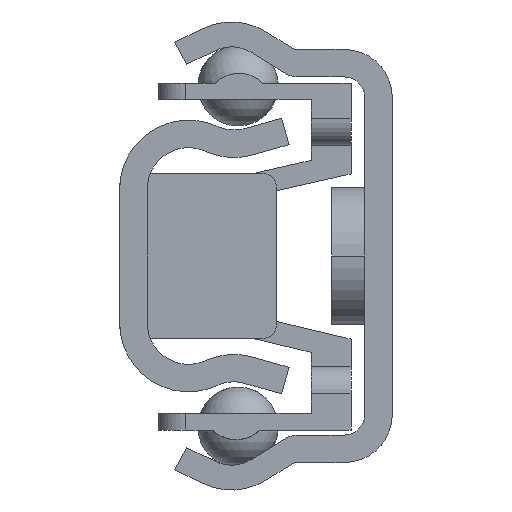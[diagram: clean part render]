
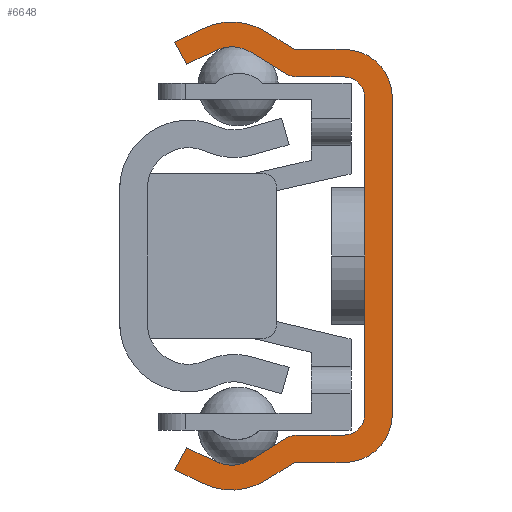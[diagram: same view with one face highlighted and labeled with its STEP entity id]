
A CAD part, front view. The second image highlights one B-rep face of the part: STEP entity #6648.
In plain terms, the highlighted planar face has unit normal (0, -1, 0).
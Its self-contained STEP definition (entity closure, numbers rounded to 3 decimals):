
#5821=CARTESIAN_POINT('',(1.921,0.,-5.75));
#5822=DIRECTION('',(0.,1.,0.));
#5823=DIRECTION('',(1.,0.,0.));
#5824=AXIS2_PLACEMENT_3D('',#5821,#5822,#5823);
#5826=DIRECTION('',(-1.,0.,0.));
#5827=VECTOR('',#5826,1.804);
#5828=CARTESIAN_POINT('',(1.921,0.,-7.5));
#5829=LINE('',#5828,#5827);
#5830=DIRECTION('',(-0.85,0.,-0.527));
#5831=VECTOR('',#5830,1.23);
#5832=CARTESIAN_POINT('',(0.116,0.,-7.5));
#5833=LINE('',#5832,#5831);
#5834=CARTESIAN_POINT('',(-2.167,0.,-6.15));
#5835=DIRECTION('',(0.,1.,0.));
#5836=DIRECTION('',(0.527,0.,-0.85));
#5837=AXIS2_PLACEMENT_3D('',#5834,#5835,#5836);
#5839=DIRECTION('',(-0.899,0.,0.438));
#5840=VECTOR('',#5839,1.15);
#5841=CARTESIAN_POINT('',(-3.195,0.,-8.263));
#5842=LINE('',#5841,#5840);
#5843=DIRECTION('',(0.479,0.,0.878));
#5844=VECTOR('',#5843,0.914);
#5845=CARTESIAN_POINT('',(-4.229,0.,-7.76));
#5846=LINE('',#5845,#5844);
#5847=DIRECTION('',(0.899,0.,-0.438));
#5848=VECTOR('',#5847,1.15);
#5849=CARTESIAN_POINT('',(-3.791,0.,-6.957));
#5850=LINE('',#5849,#5848);
#5851=CARTESIAN_POINT('',(-2.167,0.,-6.246));
#5852=DIRECTION('',(0.,-1.,0.));
#5853=DIRECTION('',(-0.438,0.,-0.899));
#5854=AXIS2_PLACEMENT_3D('',#5851,#5852,#5853);
#5856=DIRECTION('',(0.85,0.,0.527));
#5857=VECTOR('',#5856,1.413);
#5858=CARTESIAN_POINT('',(-1.456,0.,-7.394));
#5859=LINE('',#5858,#5857);
#5860=CARTESIAN_POINT('',(0.272,0.,-7.5));
#5861=DIRECTION('',(0.,1.,0.));
#5862=DIRECTION('',(-0.527,0.,0.85));
#5863=AXIS2_PLACEMENT_3D('',#5860,#5861,#5862);
#5865=DIRECTION('',(1.,0.,0.));
#5866=VECTOR('',#5865,1.649);
#5867=CARTESIAN_POINT('',(0.272,0.,-6.5));
#5868=LINE('',#5867,#5866);
#5869=CARTESIAN_POINT('',(1.921,0.,-5.75));
#5870=DIRECTION('',(0.,-1.,0.));
#5871=DIRECTION('',(0.,0.,-1.));
#5872=AXIS2_PLACEMENT_3D('',#5869,#5870,#5871);
#5874=CARTESIAN_POINT('',(1.921,0.,5.75));
#5875=DIRECTION('',(0.,-1.,0.));
#5876=DIRECTION('',(1.,0.,0.));
#5877=AXIS2_PLACEMENT_3D('',#5874,#5875,#5876);
#5879=DIRECTION('',(-1.,0.,0.));
#5880=VECTOR('',#5879,1.649);
#5881=CARTESIAN_POINT('',(1.921,0.,6.5));
#5882=LINE('',#5881,#5880);
#5883=CARTESIAN_POINT('',(0.272,0.,7.5));
#5884=DIRECTION('',(0.,1.,0.));
#5885=DIRECTION('',(0.,0.,-1.));
#5886=AXIS2_PLACEMENT_3D('',#5883,#5884,#5885);
#5888=DIRECTION('',(-0.85,0.,0.527));
#5889=VECTOR('',#5888,1.413);
#5890=CARTESIAN_POINT('',(-0.255,0.,6.65));
#5891=LINE('',#5890,#5889);
#5892=CARTESIAN_POINT('',(-2.167,0.,6.246));
#5893=DIRECTION('',(0.,-1.,0.));
#5894=DIRECTION('',(0.527,0.,0.85));
#5895=AXIS2_PLACEMENT_3D('',#5892,#5893,#5894);
#5897=DIRECTION('',(-0.899,0.,-0.438));
#5898=VECTOR('',#5897,1.15);
#5899=CARTESIAN_POINT('',(-2.757,0.,7.46));
#5900=LINE('',#5899,#5898);
#5901=DIRECTION('',(-0.479,0.,0.878));
#5902=VECTOR('',#5901,0.914);
#5903=CARTESIAN_POINT('',(-3.791,0.,6.957));
#5904=LINE('',#5903,#5902);
#5905=DIRECTION('',(0.899,0.,0.438));
#5906=VECTOR('',#5905,1.15);
#5907=CARTESIAN_POINT('',(-4.229,0.,7.76));
#5908=LINE('',#5907,#5906);
#5909=CARTESIAN_POINT('',(-2.167,0.,6.15));
#5910=DIRECTION('',(0.,1.,0.));
#5911=DIRECTION('',(-0.438,0.,0.899));
#5912=AXIS2_PLACEMENT_3D('',#5909,#5910,#5911);
#5914=DIRECTION('',(0.85,0.,-0.527));
#5915=VECTOR('',#5914,1.23);
#5916=CARTESIAN_POINT('',(-0.929,0.,8.148));
#5917=LINE('',#5916,#5915);
#5918=DIRECTION('',(1.,0.,0.));
#5919=VECTOR('',#5918,1.804);
#5920=CARTESIAN_POINT('',(0.116,0.,7.5));
#5921=LINE('',#5920,#5919);
#5922=CARTESIAN_POINT('',(1.921,0.,5.75));
#5923=DIRECTION('',(0.,1.,0.));
#5924=DIRECTION('',(0.,0.,1.));
#5925=AXIS2_PLACEMENT_3D('',#5922,#5923,#5924);
#5945=DIRECTION('',(0.,0.,1.));
#5946=VECTOR('',#5945,11.5);
#5947=CARTESIAN_POINT('',(3.671,0.,-5.75));
#5948=LINE('',#5947,#5946);
#6019=DIRECTION('',(0.,0.,-1.));
#6020=VECTOR('',#6019,11.5);
#6021=CARTESIAN_POINT('',(2.671,0.,5.75));
#6022=LINE('',#6021,#6020);
#6413=CARTESIAN_POINT('',(3.671,0.,-5.75));
#6414=CARTESIAN_POINT('',(1.921,0.,-7.5));
#6415=VERTEX_POINT('',#6413);
#6416=VERTEX_POINT('',#6414);
#6417=CARTESIAN_POINT('',(0.116,0.,-7.5));
#6418=VERTEX_POINT('',#6417);
#6419=CARTESIAN_POINT('',(-0.929,0.,-8.148));
#6420=VERTEX_POINT('',#6419);
#6421=CARTESIAN_POINT('',(-3.195,0.,-8.263));
#6422=VERTEX_POINT('',#6421);
#6423=CARTESIAN_POINT('',(-4.229,0.,-7.76));
#6424=VERTEX_POINT('',#6423);
#6425=CARTESIAN_POINT('',(-3.791,0.,-6.957));
#6426=VERTEX_POINT('',#6425);
#6427=CARTESIAN_POINT('',(-2.757,0.,-7.46));
#6428=VERTEX_POINT('',#6427);
#6429=CARTESIAN_POINT('',(-1.456,0.,-7.394));
#6430=VERTEX_POINT('',#6429);
#6431=CARTESIAN_POINT('',(-0.255,0.,-6.65));
#6432=VERTEX_POINT('',#6431);
#6433=CARTESIAN_POINT('',(0.272,0.,-6.5));
#6434=VERTEX_POINT('',#6433);
#6435=CARTESIAN_POINT('',(1.921,0.,-6.5));
#6436=VERTEX_POINT('',#6435);
#6437=CARTESIAN_POINT('',(2.671,0.,-5.75));
#6438=VERTEX_POINT('',#6437);
#6439=CARTESIAN_POINT('',(2.671,0.,5.75));
#6440=CARTESIAN_POINT('',(1.921,0.,6.5));
#6441=VERTEX_POINT('',#6439);
#6442=VERTEX_POINT('',#6440);
#6443=CARTESIAN_POINT('',(0.272,0.,6.5));
#6444=VERTEX_POINT('',#6443);
#6445=CARTESIAN_POINT('',(-0.255,0.,6.65));
#6446=VERTEX_POINT('',#6445);
#6447=CARTESIAN_POINT('',(-1.456,0.,7.394));
#6448=VERTEX_POINT('',#6447);
#6449=CARTESIAN_POINT('',(-2.757,0.,7.46));
#6450=VERTEX_POINT('',#6449);
#6451=CARTESIAN_POINT('',(-3.791,0.,6.957));
#6452=VERTEX_POINT('',#6451);
#6453=CARTESIAN_POINT('',(-4.229,0.,7.76));
#6454=VERTEX_POINT('',#6453);
#6455=CARTESIAN_POINT('',(-3.195,0.,8.263));
#6456=VERTEX_POINT('',#6455);
#6457=CARTESIAN_POINT('',(-0.929,0.,8.148));
#6458=VERTEX_POINT('',#6457);
#6459=CARTESIAN_POINT('',(0.116,0.,7.5));
#6460=VERTEX_POINT('',#6459);
#6461=CARTESIAN_POINT('',(1.921,0.,7.5));
#6462=VERTEX_POINT('',#6461);
#6463=CARTESIAN_POINT('',(3.671,0.,5.75));
#6464=VERTEX_POINT('',#6463);
#6589=CARTESIAN_POINT('',(0.,0.,0.));
#6590=DIRECTION('',(0.,1.,0.));
#6591=DIRECTION('',(1.,0.,0.));
#6592=AXIS2_PLACEMENT_3D('',#6589,#6590,#6591);
#6593=PLANE('',#6592);
#6595=ORIENTED_EDGE('',*,*,#6594,.T.);
#6597=ORIENTED_EDGE('',*,*,#6596,.T.);
#6599=ORIENTED_EDGE('',*,*,#6598,.T.);
#6601=ORIENTED_EDGE('',*,*,#6600,.T.);
#6603=ORIENTED_EDGE('',*,*,#6602,.T.);
#6605=ORIENTED_EDGE('',*,*,#6604,.T.);
#6607=ORIENTED_EDGE('',*,*,#6606,.T.);
#6609=ORIENTED_EDGE('',*,*,#6608,.T.);
#6611=ORIENTED_EDGE('',*,*,#6610,.T.);
#6613=ORIENTED_EDGE('',*,*,#6612,.T.);
#6615=ORIENTED_EDGE('',*,*,#6614,.T.);
#6617=ORIENTED_EDGE('',*,*,#6616,.T.);
#6619=ORIENTED_EDGE('',*,*,#6618,.F.);
#6621=ORIENTED_EDGE('',*,*,#6620,.T.);
#6623=ORIENTED_EDGE('',*,*,#6622,.T.);
#6625=ORIENTED_EDGE('',*,*,#6624,.T.);
#6627=ORIENTED_EDGE('',*,*,#6626,.T.);
#6629=ORIENTED_EDGE('',*,*,#6628,.T.);
#6631=ORIENTED_EDGE('',*,*,#6630,.T.);
#6633=ORIENTED_EDGE('',*,*,#6632,.T.);
#6635=ORIENTED_EDGE('',*,*,#6634,.T.);
#6637=ORIENTED_EDGE('',*,*,#6636,.T.);
#6639=ORIENTED_EDGE('',*,*,#6638,.T.);
#6641=ORIENTED_EDGE('',*,*,#6640,.T.);
#6643=ORIENTED_EDGE('',*,*,#6642,.T.);
#6645=ORIENTED_EDGE('',*,*,#6644,.F.);
#6646=EDGE_LOOP('',(#6595,#6597,#6599,#6601,#6603,#6605,#6607,#6609,#6611,#6613,
#6615,#6617,#6619,#6621,#6623,#6625,#6627,#6629,#6631,#6633,#6635,#6637,#6639,
#6641,#6643,#6645));
#6647=FACE_OUTER_BOUND('',#6646,.F.);
#6648=ADVANCED_FACE('',(#6647),#6593,.F.);
#5825=CIRCLE('',#5824,1.75);
#5838=CIRCLE('',#5837,2.35);
#5855=CIRCLE('',#5854,1.35);
#5864=CIRCLE('',#5863,1.);
#5873=CIRCLE('',#5872,0.75);
#5878=CIRCLE('',#5877,0.75);
#5887=CIRCLE('',#5886,1.);
#5896=CIRCLE('',#5895,1.35);
#5913=CIRCLE('',#5912,2.35);
#5926=CIRCLE('',#5925,1.75);
#6594=EDGE_CURVE('',#6415,#6416,#5825,.T.);
#6596=EDGE_CURVE('',#6416,#6418,#5829,.T.);
#6598=EDGE_CURVE('',#6418,#6420,#5833,.T.);
#6600=EDGE_CURVE('',#6420,#6422,#5838,.T.);
#6602=EDGE_CURVE('',#6422,#6424,#5842,.T.);
#6604=EDGE_CURVE('',#6424,#6426,#5846,.T.);
#6606=EDGE_CURVE('',#6426,#6428,#5850,.T.);
#6608=EDGE_CURVE('',#6428,#6430,#5855,.T.);
#6610=EDGE_CURVE('',#6430,#6432,#5859,.T.);
#6612=EDGE_CURVE('',#6432,#6434,#5864,.T.);
#6614=EDGE_CURVE('',#6434,#6436,#5868,.T.);
#6616=EDGE_CURVE('',#6436,#6438,#5873,.T.);
#6618=EDGE_CURVE('',#6441,#6438,#6022,.T.);
#6620=EDGE_CURVE('',#6441,#6442,#5878,.T.);
#6622=EDGE_CURVE('',#6442,#6444,#5882,.T.);
#6624=EDGE_CURVE('',#6444,#6446,#5887,.T.);
#6626=EDGE_CURVE('',#6446,#6448,#5891,.T.);
#6628=EDGE_CURVE('',#6448,#6450,#5896,.T.);
#6630=EDGE_CURVE('',#6450,#6452,#5900,.T.);
#6632=EDGE_CURVE('',#6452,#6454,#5904,.T.);
#6634=EDGE_CURVE('',#6454,#6456,#5908,.T.);
#6636=EDGE_CURVE('',#6456,#6458,#5913,.T.);
#6638=EDGE_CURVE('',#6458,#6460,#5917,.T.);
#6640=EDGE_CURVE('',#6460,#6462,#5921,.T.);
#6642=EDGE_CURVE('',#6462,#6464,#5926,.T.);
#6644=EDGE_CURVE('',#6415,#6464,#5948,.T.);
